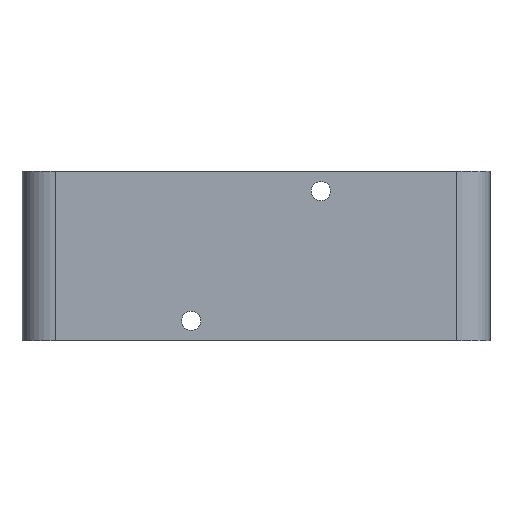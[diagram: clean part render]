
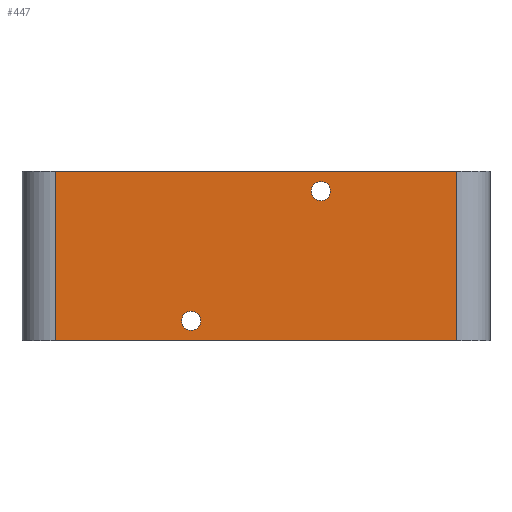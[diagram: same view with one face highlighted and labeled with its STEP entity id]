
A CAD part, top view. The second image highlights one B-rep face of the part: STEP entity #447.
In plain terms, the highlighted planar face has unit normal (0, 0, 1).
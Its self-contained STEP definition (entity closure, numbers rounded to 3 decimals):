
#65 = VERTEX_POINT('',#66);
#66 = CARTESIAN_POINT('',(-3.,30.,3.));
#147 = VERTEX_POINT('',#148);
#148 = CARTESIAN_POINT('',(-3.,0.,3.));
#238 = VERTEX_POINT('',#239);
#239 = CARTESIAN_POINT('',(-74.,30.,3.));
#244 = EDGE_CURVE('',#238,#65,#245,.T.);
#245 = LINE('',#246,#247);
#246 = CARTESIAN_POINT('',(0.,30.,3.));
#247 = VECTOR('',#248,1.);
#248 = DIRECTION('',(1.,0.,0.));
#266 = EDGE_CURVE('',#65,#147,#267,.T.);
#267 = LINE('',#268,#269);
#268 = CARTESIAN_POINT('',(-3.,0.,3.));
#269 = VECTOR('',#270,1.);
#270 = DIRECTION('',(-0.,-1.,-0.));
#347 = EDGE_CURVE('',#348,#147,#350,.T.);
#348 = VERTEX_POINT('',#349);
#349 = CARTESIAN_POINT('',(-74.,0.,3.));
#350 = LINE('',#351,#352);
#351 = CARTESIAN_POINT('',(-102.,0.,3.));
#352 = VECTOR('',#353,1.);
#353 = DIRECTION('',(1.,0.,0.));
#402 = VERTEX_POINT('',#403);
#403 = CARTESIAN_POINT('',(-48.3,3.5,3.));
#409 = EDGE_CURVE('',#402,#402,#410,.T.);
#410 = CIRCLE('',#411,1.7);
#411 = AXIS2_PLACEMENT_3D('',#412,#413,#414);
#412 = CARTESIAN_POINT('',(-50.,3.5,3.));
#413 = DIRECTION('',(0.,0.,1.));
#414 = DIRECTION('',(1.,0.,0.));
#427 = VERTEX_POINT('',#428);
#428 = CARTESIAN_POINT('',(-25.3,26.5,3.));
#434 = EDGE_CURVE('',#427,#427,#435,.T.);
#435 = CIRCLE('',#436,1.7);
#436 = AXIS2_PLACEMENT_3D('',#437,#438,#439);
#437 = CARTESIAN_POINT('',(-27.,26.5,3.));
#438 = DIRECTION('',(0.,0.,1.));
#439 = DIRECTION('',(1.,0.,0.));
#447 = ADVANCED_FACE('',(#448,#459,#462),#465,.T.);
#448 = FACE_BOUND('',#449,.T.);
#449 = EDGE_LOOP('',(#450,#451,#457,#458));
#450 = ORIENTED_EDGE('',*,*,#244,.F.);
#451 = ORIENTED_EDGE('',*,*,#452,.T.);
#452 = EDGE_CURVE('',#238,#348,#453,.T.);
#453 = LINE('',#454,#455);
#454 = CARTESIAN_POINT('',(-74.,0.,3.));
#455 = VECTOR('',#456,1.);
#456 = DIRECTION('',(-0.,-1.,-0.));
#457 = ORIENTED_EDGE('',*,*,#347,.T.);
#458 = ORIENTED_EDGE('',*,*,#266,.F.);
#459 = FACE_BOUND('',#460,.T.);
#460 = EDGE_LOOP('',(#461));
#461 = ORIENTED_EDGE('',*,*,#409,.F.);
#462 = FACE_BOUND('',#463,.T.);
#463 = EDGE_LOOP('',(#464));
#464 = ORIENTED_EDGE('',*,*,#434,.F.);
#465 = PLANE('',#466);
#466 = AXIS2_PLACEMENT_3D('',#467,#468,#469);
#467 = CARTESIAN_POINT('',(-38.5,15.,3.));
#468 = DIRECTION('',(0.,0.,1.));
#469 = DIRECTION('',(1.,0.,0.));
